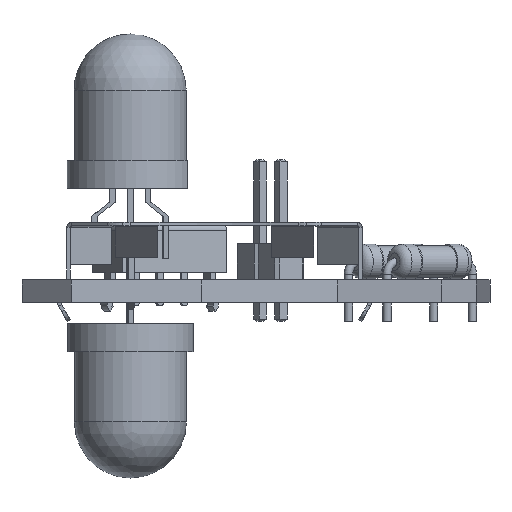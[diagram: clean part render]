
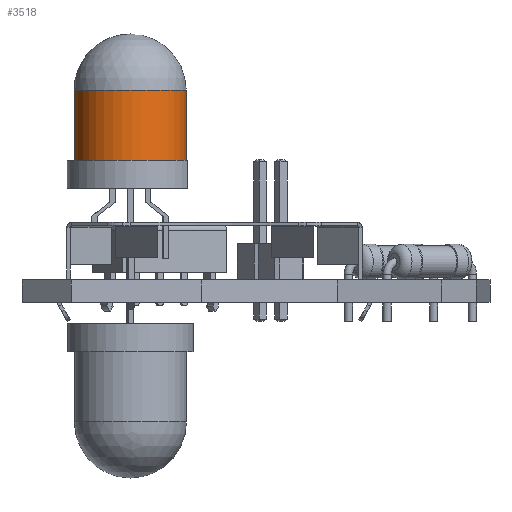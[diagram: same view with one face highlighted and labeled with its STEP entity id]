
A CAD part, left-side view. The second image highlights one B-rep face of the part: STEP entity #3518.
In plain terms, the highlighted cylindrical face has radius 4 mm (diameter 8 mm), a full revolution.
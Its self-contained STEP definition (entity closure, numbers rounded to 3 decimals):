
#3395 = VERTEX_POINT('',#3396);
#3396 = CARTESIAN_POINT('',(6.54,0.,10.));
#3406 = SPHERICAL_SURFACE('',#3407,4.);
#3407 = AXIS2_PLACEMENT_3D('',#3408,#3409,#3410);
#3408 = CARTESIAN_POINT('',(2.54,0.,10.));
#3409 = DIRECTION('',(0.,0.,1.));
#3410 = DIRECTION('',(1.,0.,0.));
#3470 = EDGE_CURVE('',#3395,#3395,#3471,.T.);
#3471 = SURFACE_CURVE('',#3472,(#3477,#3506),.PCURVE_S1.);
#3472 = CIRCLE('',#3473,4.);
#3473 = AXIS2_PLACEMENT_3D('',#3474,#3475,#3476);
#3474 = CARTESIAN_POINT('',(2.54,0.,10.));
#3475 = DIRECTION('',(0.,0.,-1.));
#3476 = DIRECTION('',(1.,0.,0.));
#3477 = PCURVE('',#3406,#3478);
#3478 = DEFINITIONAL_REPRESENTATION('',(#3479),#3505);
#3479 = B_SPLINE_CURVE_WITH_KNOTS('',3,(#3480,#3481,#3482,#3483,#3484,
    #3485,#3486,#3487,#3488,#3489,#3490,#3491,#3492,#3493,#3494,#3495,
    #3496,#3497,#3498,#3499,#3500,#3501,#3502,#3503,#3504),
  .UNSPECIFIED.,.F.,.F.,(4,1,1,1,1,1,1,1,1,1,1,1,1,1,1,1,1,1,1,1,1,1,4),
  (0.,0.286,0.571,0.857,1.142,
    1.428,1.714,1.999,2.285,
    2.57,2.856,3.142,3.427,
    3.713,3.998,4.284,4.57,
    4.855,5.141,5.426,5.712,
    5.998,6.283),.QUASI_UNIFORM_KNOTS.);
#3480 = CARTESIAN_POINT('',(6.283,0.));
#3481 = CARTESIAN_POINT('',(6.188,0.));
#3482 = CARTESIAN_POINT('',(5.998,0.));
#3483 = CARTESIAN_POINT('',(5.712,0.));
#3484 = CARTESIAN_POINT('',(5.426,0.));
#3485 = CARTESIAN_POINT('',(5.141,0.));
#3486 = CARTESIAN_POINT('',(4.855,0.));
#3487 = CARTESIAN_POINT('',(4.57,0.));
#3488 = CARTESIAN_POINT('',(4.284,0.));
#3489 = CARTESIAN_POINT('',(3.998,0.));
#3490 = CARTESIAN_POINT('',(3.713,0.));
#3491 = CARTESIAN_POINT('',(3.427,0.));
#3492 = CARTESIAN_POINT('',(3.142,0.));
#3493 = CARTESIAN_POINT('',(2.856,0.));
#3494 = CARTESIAN_POINT('',(2.57,0.));
#3495 = CARTESIAN_POINT('',(2.285,0.));
#3496 = CARTESIAN_POINT('',(1.999,0.));
#3497 = CARTESIAN_POINT('',(1.714,0.));
#3498 = CARTESIAN_POINT('',(1.428,0.));
#3499 = CARTESIAN_POINT('',(1.142,0.));
#3500 = CARTESIAN_POINT('',(0.857,0.));
#3501 = CARTESIAN_POINT('',(0.571,0.));
#3502 = CARTESIAN_POINT('',(0.286,0.));
#3503 = CARTESIAN_POINT('',(0.095,0.));
#3504 = CARTESIAN_POINT('',(0.,0.));
#3505 = ( GEOMETRIC_REPRESENTATION_CONTEXT(2) 
PARAMETRIC_REPRESENTATION_CONTEXT() REPRESENTATION_CONTEXT('2D SPACE',''
  ) );
#3506 = PCURVE('',#3507,#3512);
#3507 = CYLINDRICAL_SURFACE('',#3508,4.);
#3508 = AXIS2_PLACEMENT_3D('',#3509,#3510,#3511);
#3509 = CARTESIAN_POINT('',(2.54,0.,10.));
#3510 = DIRECTION('',(0.,0.,-1.));
#3511 = DIRECTION('',(1.,0.,0.));
#3512 = DEFINITIONAL_REPRESENTATION('',(#3513),#3517);
#3513 = LINE('',#3514,#3515);
#3514 = CARTESIAN_POINT('',(0.,0.));
#3515 = VECTOR('',#3516,1.);
#3516 = DIRECTION('',(1.,0.));
#3517 = ( GEOMETRIC_REPRESENTATION_CONTEXT(2) 
PARAMETRIC_REPRESENTATION_CONTEXT() REPRESENTATION_CONTEXT('2D SPACE',''
  ) );
#3518 = ADVANCED_FACE('',(#3519),#3507,.T.);
#3519 = FACE_BOUND('',#3520,.T.);
#3520 = EDGE_LOOP('',(#3521,#3544,#3545,#3546,#3575));
#3521 = ORIENTED_EDGE('',*,*,#3522,.F.);
#3522 = EDGE_CURVE('',#3395,#3523,#3525,.T.);
#3523 = VERTEX_POINT('',#3524);
#3524 = CARTESIAN_POINT('',(6.54,0.,5.));
#3525 = SEAM_CURVE('',#3526,(#3530,#3537),.PCURVE_S1.);
#3526 = LINE('',#3527,#3528);
#3527 = CARTESIAN_POINT('',(6.54,0.,10.));
#3528 = VECTOR('',#3529,1.);
#3529 = DIRECTION('',(0.,0.,-1.));
#3530 = PCURVE('',#3507,#3531);
#3531 = DEFINITIONAL_REPRESENTATION('',(#3532),#3536);
#3532 = LINE('',#3533,#3534);
#3533 = CARTESIAN_POINT('',(0.,0.));
#3534 = VECTOR('',#3535,1.);
#3535 = DIRECTION('',(0.,1.));
#3536 = ( GEOMETRIC_REPRESENTATION_CONTEXT(2) 
PARAMETRIC_REPRESENTATION_CONTEXT() REPRESENTATION_CONTEXT('2D SPACE',''
  ) );
#3537 = PCURVE('',#3507,#3538);
#3538 = DEFINITIONAL_REPRESENTATION('',(#3539),#3543);
#3539 = LINE('',#3540,#3541);
#3540 = CARTESIAN_POINT('',(6.283,0.));
#3541 = VECTOR('',#3542,1.);
#3542 = DIRECTION('',(0.,1.));
#3543 = ( GEOMETRIC_REPRESENTATION_CONTEXT(2) 
PARAMETRIC_REPRESENTATION_CONTEXT() REPRESENTATION_CONTEXT('2D SPACE',''
  ) );
#3544 = ORIENTED_EDGE('',*,*,#3470,.T.);
#3545 = ORIENTED_EDGE('',*,*,#3522,.T.);
#3546 = ORIENTED_EDGE('',*,*,#3547,.F.);
#3547 = EDGE_CURVE('',#3548,#3523,#3550,.T.);
#3548 = VERTEX_POINT('',#3549);
#3549 = CARTESIAN_POINT('',(-1.46,0.,5.));
#3550 = SURFACE_CURVE('',#3551,(#3556,#3563),.PCURVE_S1.);
#3551 = CIRCLE('',#3552,4.);
#3552 = AXIS2_PLACEMENT_3D('',#3553,#3554,#3555);
#3553 = CARTESIAN_POINT('',(2.54,0.,5.));
#3554 = DIRECTION('',(0.,0.,-1.));
#3555 = DIRECTION('',(1.,0.,0.));
#3556 = PCURVE('',#3507,#3557);
#3557 = DEFINITIONAL_REPRESENTATION('',(#3558),#3562);
#3558 = LINE('',#3559,#3560);
#3559 = CARTESIAN_POINT('',(0.,5.));
#3560 = VECTOR('',#3561,1.);
#3561 = DIRECTION('',(1.,0.));
#3562 = ( GEOMETRIC_REPRESENTATION_CONTEXT(2) 
PARAMETRIC_REPRESENTATION_CONTEXT() REPRESENTATION_CONTEXT('2D SPACE',''
  ) );
#3563 = PCURVE('',#3564,#3569);
#3564 = PLANE('',#3565);
#3565 = AXIS2_PLACEMENT_3D('',#3566,#3567,#3568);
#3566 = CARTESIAN_POINT('',(-1.46,-2.062,5.));
#3567 = DIRECTION('',(0.,0.,-1.));
#3568 = DIRECTION('',(-1.,0.,0.));
#3569 = DEFINITIONAL_REPRESENTATION('',(#3570),#3574);
#3570 = CIRCLE('',#3571,4.);
#3571 = AXIS2_PLACEMENT_2D('',#3572,#3573);
#3572 = CARTESIAN_POINT('',(-4.,2.062));
#3573 = DIRECTION('',(-1.,0.));
#3574 = ( GEOMETRIC_REPRESENTATION_CONTEXT(2) 
PARAMETRIC_REPRESENTATION_CONTEXT() REPRESENTATION_CONTEXT('2D SPACE',''
  ) );
#3575 = ORIENTED_EDGE('',*,*,#3576,.F.);
#3576 = EDGE_CURVE('',#3523,#3548,#3577,.T.);
#3577 = SURFACE_CURVE('',#3578,(#3583,#3590),.PCURVE_S1.);
#3578 = CIRCLE('',#3579,4.);
#3579 = AXIS2_PLACEMENT_3D('',#3580,#3581,#3582);
#3580 = CARTESIAN_POINT('',(2.54,0.,5.));
#3581 = DIRECTION('',(0.,0.,-1.));
#3582 = DIRECTION('',(1.,0.,0.));
#3583 = PCURVE('',#3507,#3584);
#3584 = DEFINITIONAL_REPRESENTATION('',(#3585),#3589);
#3585 = LINE('',#3586,#3587);
#3586 = CARTESIAN_POINT('',(0.,5.));
#3587 = VECTOR('',#3588,1.);
#3588 = DIRECTION('',(1.,0.));
#3589 = ( GEOMETRIC_REPRESENTATION_CONTEXT(2) 
PARAMETRIC_REPRESENTATION_CONTEXT() REPRESENTATION_CONTEXT('2D SPACE',''
  ) );
#3590 = PCURVE('',#3564,#3591);
#3591 = DEFINITIONAL_REPRESENTATION('',(#3592),#3596);
#3592 = CIRCLE('',#3593,4.);
#3593 = AXIS2_PLACEMENT_2D('',#3594,#3595);
#3594 = CARTESIAN_POINT('',(-4.,2.062));
#3595 = DIRECTION('',(-1.,0.));
#3596 = ( GEOMETRIC_REPRESENTATION_CONTEXT(2) 
PARAMETRIC_REPRESENTATION_CONTEXT() REPRESENTATION_CONTEXT('2D SPACE',''
  ) );
